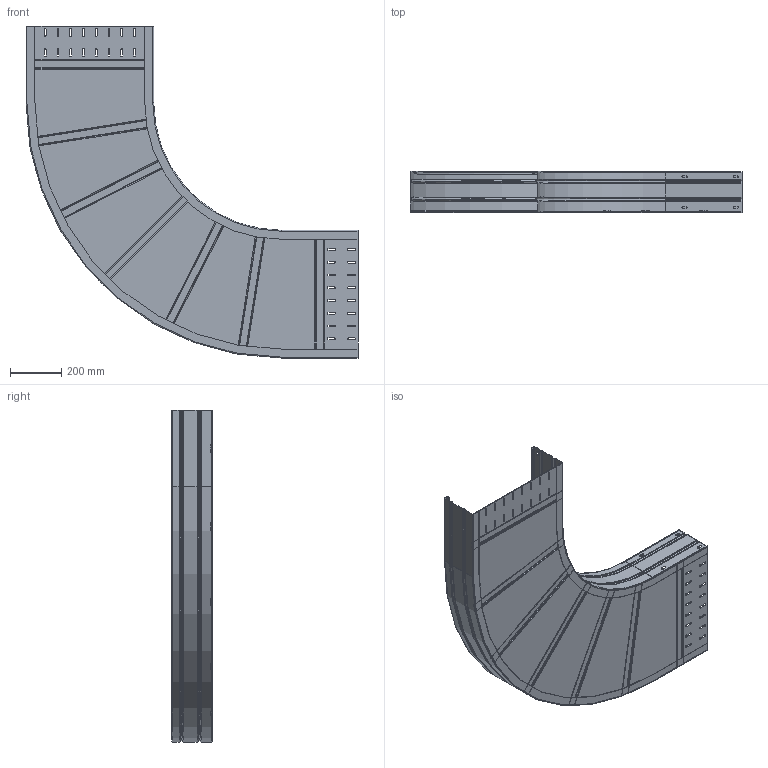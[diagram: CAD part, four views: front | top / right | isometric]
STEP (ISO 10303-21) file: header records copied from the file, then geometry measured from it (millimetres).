
FILE_DESCRIPTION((''),'2;1');
FILE_NAME('6098715_ASM','2012-12-18T',('AndreasKeweloh'),(''),'PRO/ENGINEER BY PARAMETRIC TECHNOLOGY CORPORATION, 2012230','PRO/ENGINEER BY PARAMETRIC TECHNOLOGY CORPORATION, 2012230','');
FILE_SCHEMA(('CONFIG_CONTROL_DESIGN'));
Length unit declared in the file: millimetre
Products named in the file (4): KTS_06_133-004; KTS_05_013-038; KTS_05_013-039_R_1000; 6098715_ASM
Assembly tree (3 placements, depth 2):
  6098715_ASM
    KTS_06_133-004
    KTS_05_013-038
    KTS_05_013-039_R_1000
Bounding box: 1300 x 160 x 1300 mm (x, y, z)
Volume: 2916033 mm3; surface area: 3386068.7 mm2
Topology: 3 solids, 3 shells, 680 faces, 1772 edges, 1098 vertices
Faces by surface type: cylinder 330, plane 270, bspline 40, torus 40
Entity records: 22057 total; most frequent: CARTESIAN_POINT 4755, DIRECTION 3770, ORIENTED_EDGE 3544, EDGE_CURVE 1772, AXIS2_PLACEMENT_3D 1400, VERTEX_POINT 1098, VECTOR 970, LINE 970
